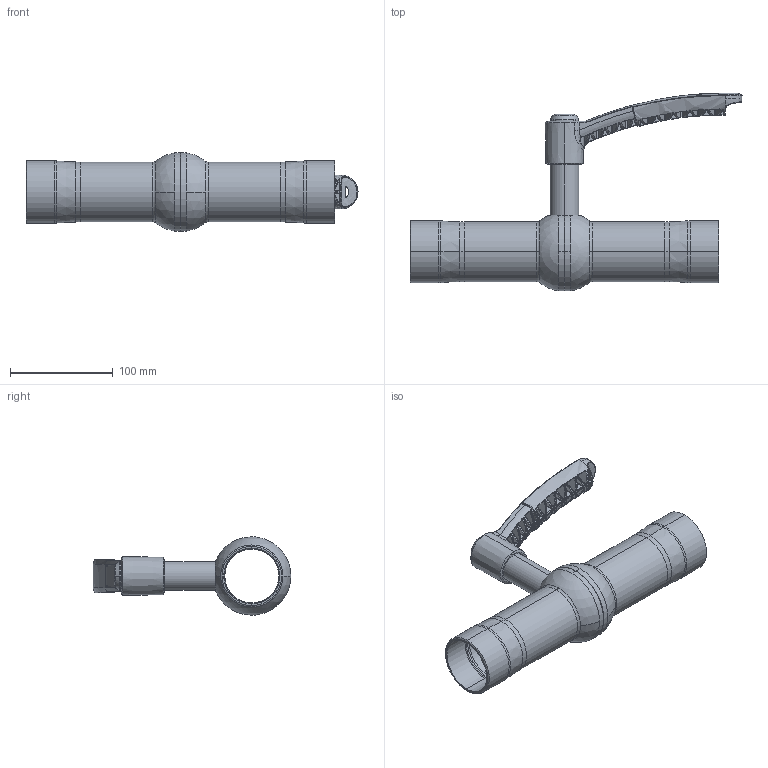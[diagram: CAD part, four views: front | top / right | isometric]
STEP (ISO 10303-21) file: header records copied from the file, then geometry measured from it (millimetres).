
FILE_DESCRIPTION (( 'STEP AP214' ), '1' );
FILE_NAME ('8500240050 010.step', '2025-05-29T08:10:39', ( '' ), ( '' ), 'SwSTEP 2.0', 'SolidWorks 2023', '' );
FILE_SCHEMA (( 'AUTOMOTIVE_DESIGN' ));
Length unit declared in the file: millimetre
Products named in the file (1): 8500240050 010
Bounding box: 322.43 x 192.17 x 76.1 mm (x, y, z)
Surface area: 114361.6 mm2 (no closed solid volume)
Topology: 0 solids, 19 shells, 604 faces, 2145 edges, 1516 vertices
Faces by surface type: bspline 259, plane 151, cylinder 81, cone 67, torus 37, sphere 9
Entity records: 36283 total; most frequent: CARTESIAN_POINT 21590, ORIENTED_EDGE 3107, DIRECTION 2223, EDGE_CURVE 2143, VERTEX_POINT 1516, B_SPLINE_CURVE_WITH_KNOTS 1038, AXIS2_PLACEMENT_3D 881, EDGE_LOOP 659
